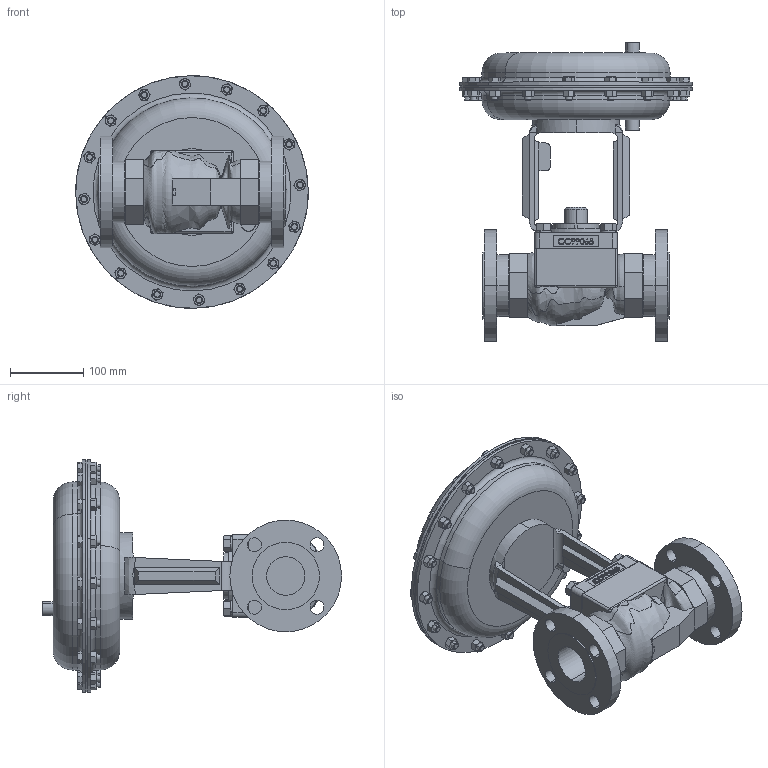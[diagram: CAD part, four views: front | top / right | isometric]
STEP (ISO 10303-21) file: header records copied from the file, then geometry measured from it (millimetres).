
FILE_DESCRIPTION (( 'STEP AP203' ), '1' );
FILE_NAME ('78-200-BR+CS+S6-I5-55M.step', '2017-09-25T13:16:14', ( '' ), ( '' ), 'SwSTEP 2.0', 'SolidWorks 2014', '' );
FILE_SCHEMA (( 'CONFIG_CONTROL_DESIGN' ));
Length unit declared in the file: inch
Products named in the file (1): 78-200-BR+CS+S6-I5-55M
Bounding box: 317.42 x 408.21 x 317.42 mm (x, y, z)
Volume: 7206559.7 mm3; surface area: 926630.4 mm2
Topology: 49 solids, 49 shells, 1215 faces, 2732 edges, 1679 vertices
Faces by surface type: plane 537, cone 388, cylinder 160, bspline 100, torus 22, sphere 8
Entity records: 47973 total; most frequent: CARTESIAN_POINT 22475, ORIENTED_EDGE 5460, DIRECTION 4791, EDGE_CURVE 2730, AXIS2_PLACEMENT_3D 1868, VERTEX_POINT 1679, EDGE_LOOP 1299, FACE_OUTER_BOUND 1215
